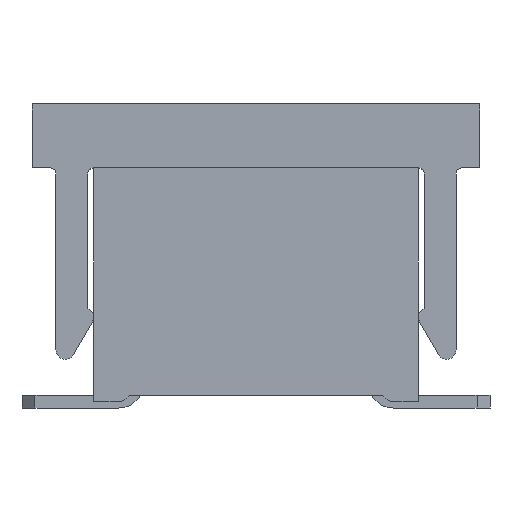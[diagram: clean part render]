
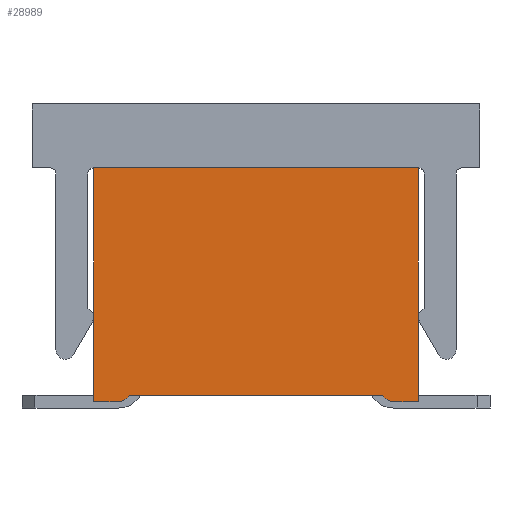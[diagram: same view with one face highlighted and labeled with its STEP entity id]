
A CAD part, front view. The second image highlights one B-rep face of the part: STEP entity #28989.
In plain terms, the highlighted face is planar.
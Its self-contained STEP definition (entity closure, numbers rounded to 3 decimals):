
#1085=PLANE('',#31643);
#4378=LINE('',#48253,#7664);
#4382=LINE('',#48260,#7668);
#4383=LINE('',#48262,#7669);
#4384=LINE('',#48264,#7670);
#4385=LINE('',#48266,#7671);
#4386=LINE('',#48268,#7672);
#7664=VECTOR('',#39781,1000.);
#7668=VECTOR('',#39791,1000.);
#7669=VECTOR('',#39792,1000.);
#7670=VECTOR('',#39793,1000.);
#7671=VECTOR('',#39794,1000.);
#7672=VECTOR('',#39795,1000.);
#15802=ORIENTED_EDGE('',*,*,#19662,.T.);
#15803=ORIENTED_EDGE('',*,*,#20282,.F.);
#15804=ORIENTED_EDGE('',*,*,#19708,.T.);
#15805=ORIENTED_EDGE('',*,*,#20286,.T.);
#15806=ORIENTED_EDGE('',*,*,#20287,.T.);
#15807=ORIENTED_EDGE('',*,*,#20288,.T.);
#15808=ORIENTED_EDGE('',*,*,#20289,.T.);
#15809=ORIENTED_EDGE('',*,*,#20290,.T.);
#19662=EDGE_CURVE('',#22588,#22589,#23880,.T.);
#19708=EDGE_CURVE('',#22635,#22634,#23903,.T.);
#20282=EDGE_CURVE('',#22635,#22589,#4378,.T.);
#20286=EDGE_CURVE('',#22634,#22992,#4382,.T.);
#20287=EDGE_CURVE('',#22992,#22993,#4383,.T.);
#20288=EDGE_CURVE('',#22993,#22994,#4384,.T.);
#20289=EDGE_CURVE('',#22994,#22995,#4385,.T.);
#20290=EDGE_CURVE('',#22995,#22588,#4386,.T.);
#22588=VERTEX_POINT('',#47048);
#22589=VERTEX_POINT('',#47049);
#22634=VERTEX_POINT('',#47140);
#22635=VERTEX_POINT('',#47142);
#22992=VERTEX_POINT('',#48261);
#22993=VERTEX_POINT('',#48263);
#22994=VERTEX_POINT('',#48265);
#22995=VERTEX_POINT('',#48267);
#23880=CIRCLE('',#31419,0.2);
#23903=CIRCLE('',#31443,0.2);
#25423=EDGE_LOOP('',(#15802,#15803,#15804,#15805,#15806,#15807,#15808,#15809));
#26985=FACE_BOUND('',#25423,.T.);
#28989=ADVANCED_FACE('',(#26985),#1085,.T.);
#31419=AXIS2_PLACEMENT_3D('',#47047,#38757,#38758);
#31443=AXIS2_PLACEMENT_3D('',#47141,#38828,#38829);
#31643=AXIS2_PLACEMENT_3D('',#48259,#39789,#39790);
#38757=DIRECTION('',(-1.,0.,0.));
#38758=DIRECTION('',(0.,0.,1.));
#38828=DIRECTION('',(-1.,0.,0.));
#38829=DIRECTION('',(0.,0.,1.));
#39781=DIRECTION('',(0.,1.,0.));
#39789=DIRECTION('',(-1.,0.,0.));
#39790=DIRECTION('',(0.,0.,1.));
#39791=DIRECTION('',(0.,-1.,0.));
#39792=DIRECTION('',(0.,0.,1.));
#39793=DIRECTION('',(0.,1.,0.));
#39794=DIRECTION('',(0.,0.,-1.));
#39795=DIRECTION('',(0.,-1.,0.));
#47047=CARTESIAN_POINT('',(-11.43,2.12,-1.6));
#47048=CARTESIAN_POINT('',(-11.43,2.12,-1.8));
#47049=CARTESIAN_POINT('',(-11.43,1.947,-1.7));
#47140=CARTESIAN_POINT('',(-11.43,-2.12,-1.8));
#47141=CARTESIAN_POINT('',(-11.43,-2.12,-1.6));
#47142=CARTESIAN_POINT('',(-11.43,-1.947,-1.7));
#48253=CARTESIAN_POINT('',(-11.43,0.,-1.7));
#48259=CARTESIAN_POINT('',(-11.43,0.,0.));
#48260=CARTESIAN_POINT('',(-11.43,2.5,-1.8));
#48261=CARTESIAN_POINT('',(-11.43,-2.5,-1.8));
#48262=CARTESIAN_POINT('',(-11.43,-2.5,-1.8));
#48263=CARTESIAN_POINT('',(-11.43,-2.5,1.8));
#48264=CARTESIAN_POINT('',(-11.43,-2.5,1.8));
#48265=CARTESIAN_POINT('',(-11.43,2.5,1.8));
#48266=CARTESIAN_POINT('',(-11.43,2.5,1.8));
#48267=CARTESIAN_POINT('',(-11.43,2.5,-1.8));
#48268=CARTESIAN_POINT('',(-11.43,2.5,-1.8));
